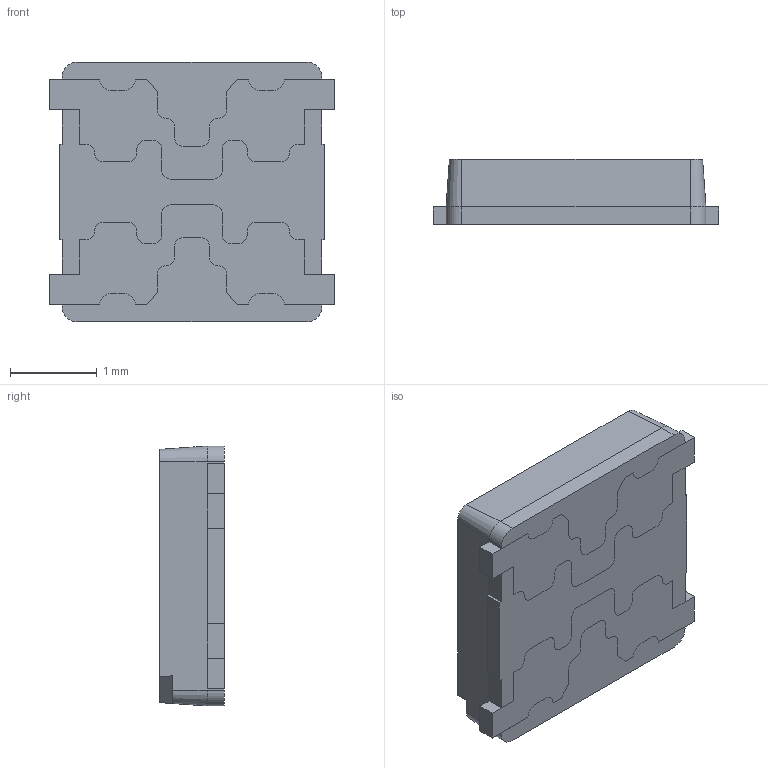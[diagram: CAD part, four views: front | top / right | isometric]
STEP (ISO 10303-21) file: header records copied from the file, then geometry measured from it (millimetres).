
FILE_DESCRIPTION (( 'STEP AP214' ), '1' );
FILE_NAME ('SPMWHD32AMD5XAU0S0.STEP', '2023-03-28T07:58:41', ( '' ), ( '' ), 'SwSTEP 2.0', 'SolidWorks 2017', '' );
FILE_SCHEMA (( 'AUTOMOTIVE_DESIGN' ));
Length unit declared in the file: millimetre
Products named in the file (1): SPMWHD32AMD5XAU0S0
Bounding box: 3.3 x 0.75 x 3 mm (x, y, z)
Volume: 6.7 mm3; surface area: 60.9 mm2
Topology: 4 solids, 4 shells, 265 faces, 748 edges, 492 vertices
Faces by surface type: plane 161, cylinder 100, cone 4
Entity records: 8627 total; most frequent: CARTESIAN_POINT 1506, ORIENTED_EDGE 1496, DIRECTION 1484, EDGE_CURVE 748, LINE 544, VECTOR 544, VERTEX_POINT 492, AXIS2_PLACEMENT_3D 470
